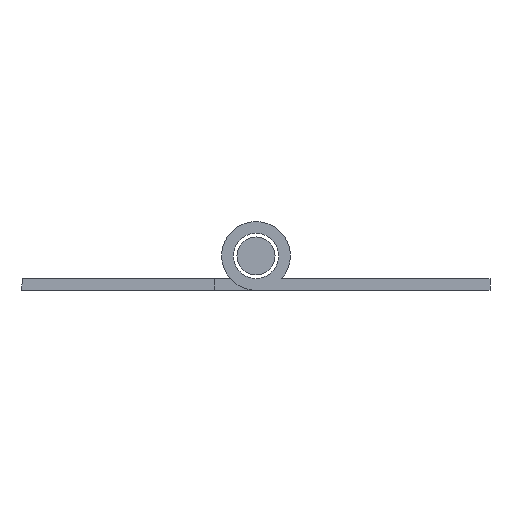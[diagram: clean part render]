
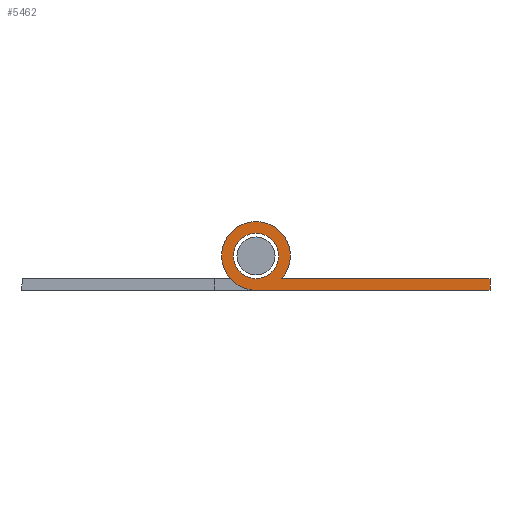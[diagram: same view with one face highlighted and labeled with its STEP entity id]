
A CAD part, front view. The second image highlights one B-rep face of the part: STEP entity #5462.
In plain terms, the highlighted planar face has unit normal (0, -1, 0).
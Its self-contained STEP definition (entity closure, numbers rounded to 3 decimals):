
#600 = CARTESIAN_POINT ( 'NONE',  ( 0., -150., 1.55 ) ) ;
#619 = CARTESIAN_POINT ( 'NONE',  ( 0., -150., -1.55 ) ) ;
#647 = DIRECTION ( 'NONE',  ( 0., 0., 1. ) ) ;
#648 = DIRECTION ( 'NONE',  ( 0., 1., 0. ) ) ;
#649 = CARTESIAN_POINT ( 'NONE',  ( 0., -150., 0. ) ) ;
#650 = AXIS2_PLACEMENT_3D ( 'NONE', #649, #648, #647 ) ;
#651 = CIRCLE ( 'NONE', #650, 1.55 ) ;
#2225 = DIRECTION ( 'NONE',  ( 0., 0., 1. ) ) ;
#2226 = DIRECTION ( 'NONE',  ( 0., 1., 0. ) ) ;
#2227 = CARTESIAN_POINT ( 'NONE',  ( 0., -150., 0. ) ) ;
#2228 = AXIS2_PLACEMENT_3D ( 'NONE', #2227, #2226, #2225 ) ;
#2229 = CIRCLE ( 'NONE', #2228, 2.35 ) ;
#2231 = CARTESIAN_POINT ( 'NONE',  ( 1.766, -150., -1.55 ) ) ;
#2232 = CARTESIAN_POINT ( 'NONE',  ( 0., -150., -2.35 ) ) ;
#2267 = DIRECTION ( 'NONE',  ( 0., 0., 1. ) ) ;
#2268 = DIRECTION ( 'NONE',  ( 0., 1., 0. ) ) ;
#2269 = CARTESIAN_POINT ( 'NONE',  ( 0., -150., 0. ) ) ;
#2270 = AXIS2_PLACEMENT_3D ( 'NONE', #2269, #2268, #2267 ) ;
#2271 = CIRCLE ( 'NONE', #2270, 1.55 ) ;
#2303 = DIRECTION ( 'NONE',  ( 0., 0., 1. ) ) ;
#2304 = DIRECTION ( 'NONE',  ( 0., 1., 0. ) ) ;
#2305 = CARTESIAN_POINT ( 'NONE',  ( 0., -150., 0. ) ) ;
#2306 = AXIS2_PLACEMENT_3D ( 'NONE', #2305, #2304, #2303 ) ;
#2307 = PLANE ( 'NONE',  #2306 ) ;
#2308 = FACE_BOUND ( 'NONE', #5480, .T. ) ;
#2309 = FACE_OUTER_BOUND ( 'NONE', #5461, .T. ) ;
#2315 = CARTESIAN_POINT ( 'NONE',  ( 16., -150., -1.55 ) ) ;
#2323 = DIRECTION ( 'NONE',  ( 0., 0., -1. ) ) ;
#2324 = VECTOR ( 'NONE', #2323, 1000. ) ;
#2325 = CARTESIAN_POINT ( 'NONE',  ( 16., -150., -2.35 ) ) ;
#2326 = LINE ( 'NONE', #2325, #2324 ) ;
#2328 = CARTESIAN_POINT ( 'NONE',  ( 16., -150., -2.35 ) ) ;
#2334 = DIRECTION ( 'NONE',  ( 1., 0., 0. ) ) ;
#2335 = VECTOR ( 'NONE', #2334, 1000. ) ;
#2336 = CARTESIAN_POINT ( 'NONE',  ( 16., -150., -1.55 ) ) ;
#2337 = LINE ( 'NONE', #2336, #2335 ) ;
#2338 = DIRECTION ( 'NONE',  ( -1., 0., 0. ) ) ;
#2339 = VECTOR ( 'NONE', #2338, 1000. ) ;
#2340 = CARTESIAN_POINT ( 'NONE',  ( 0., -150., -2.35 ) ) ;
#2341 = LINE ( 'NONE', #2340, #2339 ) ;
#3390 = VERTEX_POINT ( 'NONE', #619 ) ;
#3400 = VERTEX_POINT ( 'NONE', #600 ) ;
#3419 = EDGE_CURVE ( 'NONE', #3390, #3400, #651, .T. ) ;
#5437 = VERTEX_POINT ( 'NONE', #2232 ) ;
#5438 = VERTEX_POINT ( 'NONE', #2231 ) ;
#5441 = EDGE_CURVE ( 'NONE', #5437, #5438, #2229, .T. ) ;
#5448 = EDGE_CURVE ( 'NONE', #3400, #3390, #2271, .T. ) ;
#5457 = VERTEX_POINT ( 'NONE', #2315 ) ;
#5460 = ORIENTED_EDGE ( 'NONE', *, *, #5491, .F. ) ;
#5461 = EDGE_LOOP ( 'NONE', ( #5460, #5484, #5483, #5481 ) ) ;
#5462 = ADVANCED_FACE ( 'NONE', ( #2309, #2308 ), #2307, .F. ) ;
#5477 = ORIENTED_EDGE ( 'NONE', *, *, #5448, .T. ) ;
#5479 = ORIENTED_EDGE ( 'NONE', *, *, #3419, .T. ) ;
#5480 = EDGE_LOOP ( 'NONE', ( #5479, #5477 ) ) ;
#5481 = ORIENTED_EDGE ( 'NONE', *, *, #5482, .F. ) ;
#5482 = EDGE_CURVE ( 'NONE', #5488, #5437, #2341, .T. ) ;
#5483 = ORIENTED_EDGE ( 'NONE', *, *, #5441, .F. ) ;
#5484 = ORIENTED_EDGE ( 'NONE', *, *, #5485, .F. ) ;
#5485 = EDGE_CURVE ( 'NONE', #5438, #5457, #2337, .T. ) ;
#5488 = VERTEX_POINT ( 'NONE', #2328 ) ;
#5491 = EDGE_CURVE ( 'NONE', #5457, #5488, #2326, .T. ) ;
